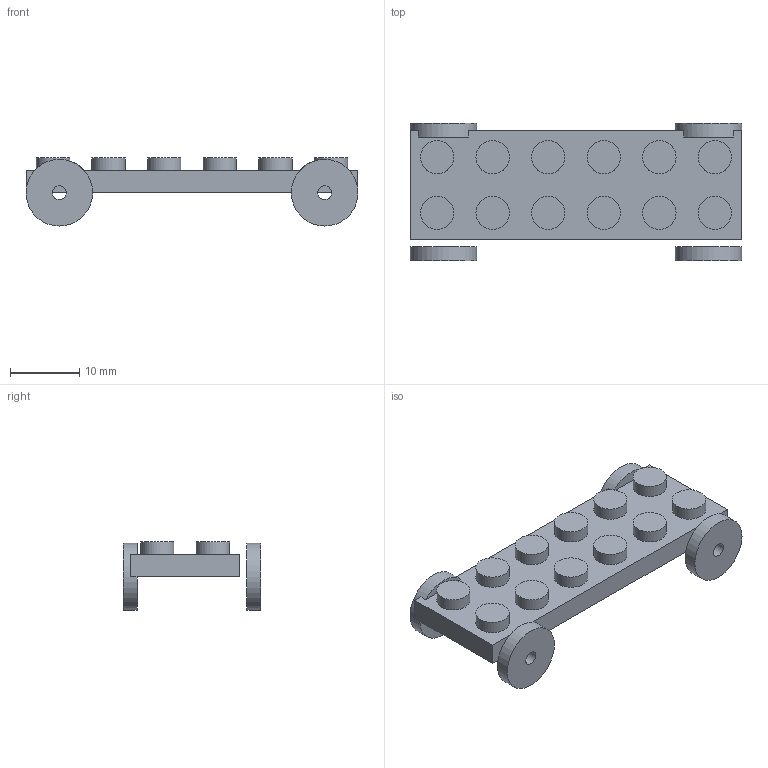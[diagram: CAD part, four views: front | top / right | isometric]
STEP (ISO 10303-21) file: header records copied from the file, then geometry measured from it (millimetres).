
FILE_DESCRIPTION(('Open CASCADE Model'),'2;1');
FILE_NAME('Open CASCADE Shape Model','2024-06-01T20:46:30',('Author'),( 'Open CASCADE'),'Open CASCADE STEP processor 7.7','Open CASCADE 7.7' ,'Unknown');
FILE_SCHEMA(('AUTOMOTIVE_DESIGN { 1 0 10303 214 1 1 1 1 }'));
Length unit declared in the file: millimetre
Products named in the file (4): Open CASCADE STEP translator 7.7 18; Open CASCADE STEP translator 7.7 18.1; Open CASCADE STEP translator 7.7 18.2; Open CASCADE STEP translator 7.7 18.3
Assembly tree (3 placements, depth 2):
  Open CASCADE STEP translator 7.7 18
    Open CASCADE STEP translator 7.7 18.1
    Open CASCADE STEP translator 7.7 18.2
    Open CASCADE STEP translator 7.7 18.3
Bounding box: 47.8 x 19.8 x 9.8 mm (x, y, z)
Volume: 2461.6 mm3; surface area: 3429.7 mm2
Topology: 3 solids, 3 shells, 77 faces, 144 edges, 94 vertices
Faces by surface type: plane 47, cylinder 30
Full cylindrical faces by diameter (mm): 2 x4, 4.8 x17, 6.5 x5, 9.6 x4
Entity records: 3849 total; most frequent: CARTESIAN_POINT 662, DIRECTION 617, ORIENTED_EDGE 288, PCURVE 288, DEFINITIONAL_REPRESENTATION 288, LINE 253, VECTOR 253, AXIS2_PLACEMENT_3D 149
